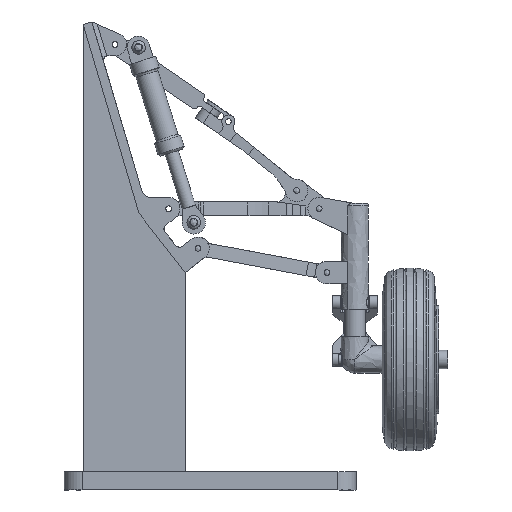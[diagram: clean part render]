
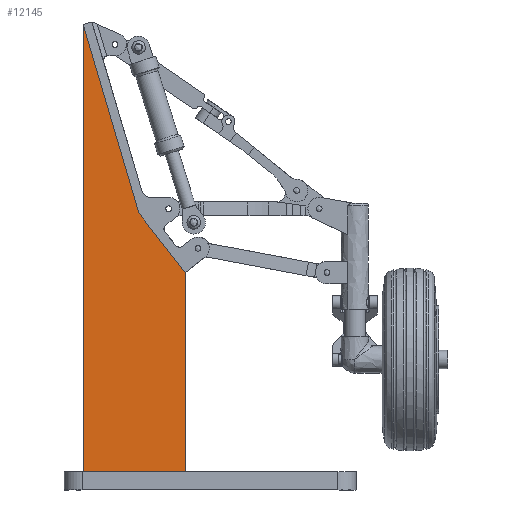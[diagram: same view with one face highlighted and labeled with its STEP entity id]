
A CAD part, left-side view. The second image highlights one B-rep face of the part: STEP entity #12145.
In plain terms, the highlighted free-form (B-spline) face has degree [1, 1] with [2, 2] control points.
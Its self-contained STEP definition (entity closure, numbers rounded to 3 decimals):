
#11968 = EDGE_CURVE('',#11969,#11971,#11973,.T.);
#11969 = VERTEX_POINT('',#11970);
#11970 = CARTESIAN_POINT('',(-19.014,127.604,
    58.066));
#11971 = VERTEX_POINT('',#11972);
#11972 = CARTESIAN_POINT('',(-19.014,105.654,
    -16.256));
#11973 = B_SPLINE_CURVE_WITH_KNOTS('',1,(#11974,#11975),.UNSPECIFIED.,
  .F.,.F.,(2,2),(-34.162,34.162),
  .PIECEWISE_BEZIER_KNOTS.);
#11974 = CARTESIAN_POINT('',(-19.014,127.604,
    58.066));
#11975 = CARTESIAN_POINT('',(-19.014,105.654,
    -16.256));
#12018 = EDGE_CURVE('',#11969,#12019,#12021,.T.);
#12019 = VERTEX_POINT('',#12020);
#12020 = CARTESIAN_POINT('',(-19.014,127.604,
    -121.992));
#12021 = B_SPLINE_CURVE_WITH_KNOTS('',1,(#12022,#12023),.UNSPECIFIED.,
  .F.,.F.,(2,2),(-79.375,79.375),.PIECEWISE_BEZIER_KNOTS.);
#12022 = CARTESIAN_POINT('',(-19.014,127.604,
    58.066));
#12023 = CARTESIAN_POINT('',(-19.014,127.604,
    -121.992));
#12046 = EDGE_CURVE('',#12047,#12019,#12049,.T.);
#12047 = VERTEX_POINT('',#12048);
#12048 = CARTESIAN_POINT('',(-19.014,87.385,
    -121.992));
#12049 = B_SPLINE_CURVE_WITH_KNOTS('',1,(#12050,#12051),.UNSPECIFIED.,
  .F.,.F.,(2,2),(-17.729,17.729),
  .PIECEWISE_BEZIER_KNOTS.);
#12050 = CARTESIAN_POINT('',(-19.014,87.385,
    -121.992));
#12051 = CARTESIAN_POINT('',(-19.014,127.604,
    -121.992));
#12074 = EDGE_CURVE('',#12075,#12047,#12077,.T.);
#12075 = VERTEX_POINT('',#12076);
#12076 = CARTESIAN_POINT('',(-19.014,87.385,
    -39.81));
#12077 = B_SPLINE_CURVE_WITH_KNOTS('',1,(#12078,#12079),.UNSPECIFIED.,
  .F.,.F.,(2,2),(-36.228,36.228),
  .PIECEWISE_BEZIER_KNOTS.);
#12078 = CARTESIAN_POINT('',(-19.014,87.385,
    -39.81));
#12079 = CARTESIAN_POINT('',(-19.014,87.385,
    -121.992));
#12116 = EDGE_CURVE('',#12075,#11971,#12117,.T.);
#12117 = B_SPLINE_CURVE_WITH_KNOTS('',1,(#12118,#12119),.UNSPECIFIED.,
  .F.,.F.,(2,2),(-3.937,22.344),.PIECEWISE_BEZIER_KNOTS.);
#12118 = CARTESIAN_POINT('',(-19.014,87.385,
    -39.81));
#12119 = CARTESIAN_POINT('',(-19.014,105.654,
    -16.256));
#12145 = ADVANCED_FACE('',(#12146),#12153,.T.);
#12146 = FACE_BOUND('',#12147,.T.);
#12147 = EDGE_LOOP('',(#12148,#12149,#12150,#12151,#12152));
#12148 = ORIENTED_EDGE('',*,*,#11968,.F.);
#12149 = ORIENTED_EDGE('',*,*,#12018,.T.);
#12150 = ORIENTED_EDGE('',*,*,#12046,.F.);
#12151 = ORIENTED_EDGE('',*,*,#12074,.F.);
#12152 = ORIENTED_EDGE('',*,*,#12116,.T.);
#12153 = B_SPLINE_SURFACE_WITH_KNOTS('',1,1,(
    (#12154,#12155)
    ,(#12156,#12157
    )),.UNSPECIFIED.,.F.,.F.,.F.,(2,2),(2,2),(-21.929,
    13.53),(-79.825,78.925),
  .PIECEWISE_BEZIER_KNOTS.);
#12154 = CARTESIAN_POINT('',(-19.014,127.604,
    -121.992));
#12155 = CARTESIAN_POINT('',(-19.014,127.604,
    58.066));
#12156 = CARTESIAN_POINT('',(-19.014,87.385,
    -121.992));
#12157 = CARTESIAN_POINT('',(-19.014,87.385,
    58.066));
